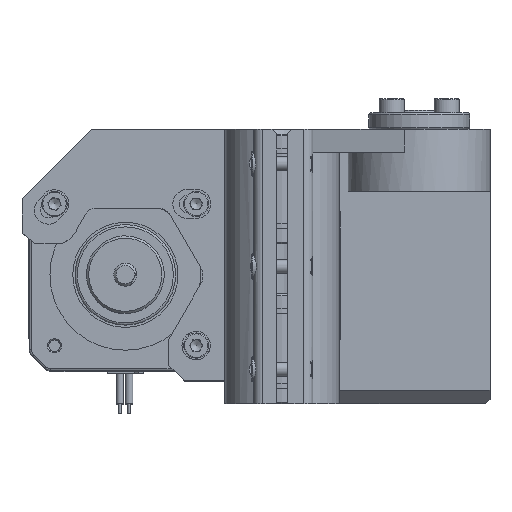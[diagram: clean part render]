
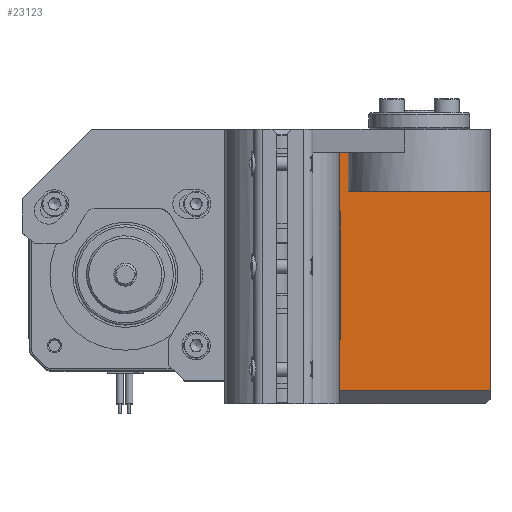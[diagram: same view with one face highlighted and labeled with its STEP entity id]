
A CAD part, top view. The second image highlights one B-rep face of the part: STEP entity #23123.
In plain terms, the highlighted planar face has unit normal (0, 0, 1).
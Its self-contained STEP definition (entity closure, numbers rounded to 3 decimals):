
#2879=FACE_OUTER_BOUND('',#4154,.T.);
#4154=EDGE_LOOP('',(#15399,#15400,#15401,#15402,#15403,#15404,#15405,#15406,
#15407,#15408));
#5608=LINE('',#32855,#7551);
#5622=LINE('',#32885,#7565);
#5623=LINE('',#32887,#7566);
#5624=LINE('',#32889,#7567);
#5625=LINE('',#32891,#7568);
#5626=LINE('',#32893,#7569);
#5627=LINE('',#32895,#7570);
#5628=LINE('',#32897,#7571);
#5629=LINE('',#32899,#7572);
#5630=LINE('',#32900,#7573);
#7551=VECTOR('',#26823,10.);
#7565=VECTOR('',#26843,10.);
#7566=VECTOR('',#26844,10.);
#7567=VECTOR('',#26845,1000.);
#7568=VECTOR('',#26846,10.);
#7569=VECTOR('',#26847,1000.);
#7570=VECTOR('',#26848,10.);
#7571=VECTOR('',#26849,1000.);
#7572=VECTOR('',#26850,1000.);
#7573=VECTOR('',#26851,1000.);
#9494=VERTEX_POINT('',#32852);
#9495=VERTEX_POINT('',#32854);
#9508=VERTEX_POINT('',#32884);
#9509=VERTEX_POINT('',#32886);
#9510=VERTEX_POINT('',#32888);
#9511=VERTEX_POINT('',#32890);
#9512=VERTEX_POINT('',#32892);
#9513=VERTEX_POINT('',#32894);
#9514=VERTEX_POINT('',#32896);
#9515=VERTEX_POINT('',#32898);
#11861=EDGE_CURVE('',#9495,#9494,#5608,.T.);
#11875=EDGE_CURVE('',#9508,#9495,#5622,.T.);
#11876=EDGE_CURVE('',#9494,#9509,#5623,.T.);
#11877=EDGE_CURVE('',#9509,#9510,#5624,.T.);
#11878=EDGE_CURVE('',#9511,#9510,#5625,.T.);
#11879=EDGE_CURVE('',#9511,#9512,#5626,.T.);
#11880=EDGE_CURVE('',#9512,#9513,#5627,.T.);
#11881=EDGE_CURVE('',#9513,#9514,#5628,.T.);
#11882=EDGE_CURVE('',#9514,#9515,#5629,.T.);
#11883=EDGE_CURVE('',#9515,#9508,#5630,.T.);
#15399=ORIENTED_EDGE('',*,*,#11875,.T.);
#15400=ORIENTED_EDGE('',*,*,#11861,.T.);
#15401=ORIENTED_EDGE('',*,*,#11876,.T.);
#15402=ORIENTED_EDGE('',*,*,#11877,.T.);
#15403=ORIENTED_EDGE('',*,*,#11878,.F.);
#15404=ORIENTED_EDGE('',*,*,#11879,.T.);
#15405=ORIENTED_EDGE('',*,*,#11880,.T.);
#15406=ORIENTED_EDGE('',*,*,#11881,.T.);
#15407=ORIENTED_EDGE('',*,*,#11882,.T.);
#15408=ORIENTED_EDGE('',*,*,#11883,.T.);
#22426=PLANE('',#24768);
#23123=ADVANCED_FACE('',(#2879),#22426,.T.);
#24768=AXIS2_PLACEMENT_3D('',#32883,#26841,#26842);
#26823=DIRECTION('',(0.,-1.,0.));
#26841=DIRECTION('center_axis',(0.,0.,1.));
#26842=DIRECTION('ref_axis',(1.,0.,0.));
#26843=DIRECTION('',(1.,0.,0.));
#26844=DIRECTION('',(-1.,0.,0.));
#26845=DIRECTION('',(0.,-1.,0.));
#26846=DIRECTION('',(-1.,0.,0.));
#26847=DIRECTION('',(0.,1.,0.));
#26848=DIRECTION('',(-1.,0.,0.));
#26849=DIRECTION('',(0.,1.,0.));
#26850=DIRECTION('',(-1.,0.,0.));
#26851=DIRECTION('',(0.,-1.,0.));
#32852=CARTESIAN_POINT('',(17.563,-13.,17.));
#32854=CARTESIAN_POINT('',(17.563,15.,17.));
#32855=CARTESIAN_POINT('',(17.563,8.,17.));
#32883=CARTESIAN_POINT('Origin',(-1.,1.,17.));
#32884=CARTESIAN_POINT('',(16.563,15.,17.));
#32885=CARTESIAN_POINT('',(7.782,15.,17.));
#32886=CARTESIAN_POINT('',(16.563,-13.,17.));
#32887=CARTESIAN_POINT('',(8.282,-13.,17.));
#32888=CARTESIAN_POINT('',(16.563,-24.,17.));
#32889=CARTESIAN_POINT('',(16.563,1.,17.));
#32890=CARTESIAN_POINT('',(50.3,-24.,17.));
#32891=CARTESIAN_POINT('',(6.15,-24.,17.));
#32892=CARTESIAN_POINT('',(50.3,19.5,17.));
#32893=CARTESIAN_POINT('',(50.3,-30.,17.));
#32894=CARTESIAN_POINT('',(24.989,19.5,17.));
#32895=CARTESIAN_POINT('',(24.349,19.5,17.));
#32896=CARTESIAN_POINT('',(24.989,28.,17.));
#32897=CARTESIAN_POINT('',(24.989,24.,17.));
#32898=CARTESIAN_POINT('',(16.563,28.,17.));
#32899=CARTESIAN_POINT('',(10.8,28.,17.));
#32900=CARTESIAN_POINT('',(16.563,1.,17.));
